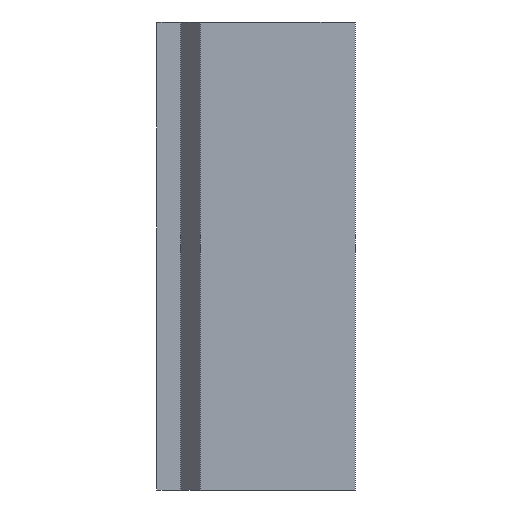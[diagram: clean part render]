
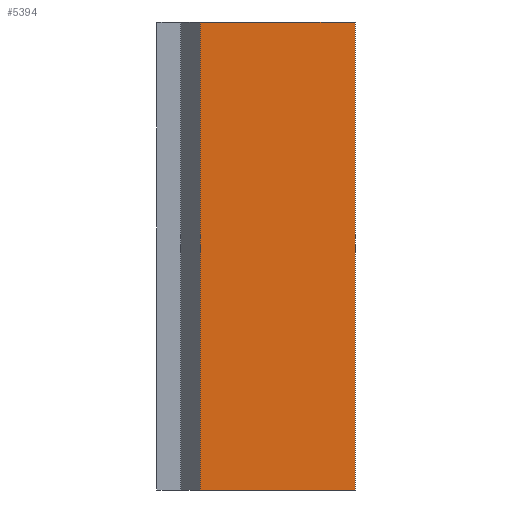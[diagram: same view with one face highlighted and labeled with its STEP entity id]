
A CAD part, left-side view. The second image highlights one B-rep face of the part: STEP entity #5394.
In plain terms, the highlighted planar face has unit normal (-1, 0, 0).
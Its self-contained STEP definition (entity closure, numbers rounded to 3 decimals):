
#1511 = CARTESIAN_POINT ( 'NONE',  ( -21., 7., 59. ) ) ;
#2035 = DIRECTION ( 'NONE',  ( 0., 0., -1. ) ) ;
#2809 = DIRECTION ( 'NONE',  ( 0., 0., -1. ) ) ;
#2810 = CARTESIAN_POINT ( 'NONE',  ( -21., -12.5, 59. ) ) ;
#3126 = DIRECTION ( 'NONE',  ( 0., -1., 0. ) ) ;
#3127 = CARTESIAN_POINT ( 'NONE',  ( -21., 7., 59. ) ) ;
#4569 = LINE ( 'NONE', #7562, #4570 ) ;
#4570 = VECTOR ( 'NONE', #7561, 1000. ) ;
#4601 = FACE_OUTER_BOUND ( 'NONE', #5676, .T. ) ;
#4654 = LINE ( 'NONE', #1511, #4655 ) ;
#4655 = VECTOR ( 'NONE', #2035, 1000. ) ;
#4715 = LINE ( 'NONE', #2810, #4717 ) ;
#4717 = VECTOR ( 'NONE', #2809, 1000. ) ;
#4753 = VECTOR ( 'NONE', #3126, 1000. ) ;
#4754 = LINE ( 'NONE', #3127, #4753 ) ;
#5117 = EDGE_CURVE ( 'NONE', #8416, #8338, #4754, .T. ) ;
#5136 = EDGE_CURVE ( 'NONE', #8338, #8241, #4715, .T. ) ;
#5222 = EDGE_CURVE ( 'NONE', #8416, #8195, #4654, .T. ) ;
#5357 = EDGE_CURVE ( 'NONE', #8195, #8241, #4569, .T. ) ;
#5394 = ADVANCED_FACE ( 'NONE', ( #4601 ), #7662, .F. ) ;
#5506 = AXIS2_PLACEMENT_3D ( 'NONE', #7663, #7661, #7694 ) ;
#5676 = EDGE_LOOP ( 'NONE', ( #6116, #6168, #6259, #6225 ) ) ;
#6116 = ORIENTED_EDGE ( 'NONE', *, *, #5357, .T. ) ;
#6168 = ORIENTED_EDGE ( 'NONE', *, *, #5136, .F. ) ;
#6225 = ORIENTED_EDGE ( 'NONE', *, *, #5222, .T. ) ;
#6259 = ORIENTED_EDGE ( 'NONE', *, *, #5117, .F. ) ;
#7561 = DIRECTION ( 'NONE',  ( 0., -1., 0. ) ) ;
#7562 = CARTESIAN_POINT ( 'NONE',  ( -21., 7., 0. ) ) ;
#7661 = DIRECTION ( 'NONE',  ( 1., 0., 0. ) ) ;
#7662 = PLANE ( 'NONE',  #5506 ) ;
#7663 = CARTESIAN_POINT ( 'NONE',  ( -21., 7., 59. ) ) ;
#7694 = DIRECTION ( 'NONE',  ( 0., 1., 0. ) ) ;
#8195 = VERTEX_POINT ( 'NONE', #9190 ) ;
#8241 = VERTEX_POINT ( 'NONE', #9087 ) ;
#8338 = VERTEX_POINT ( 'NONE', #8636 ) ;
#8416 = VERTEX_POINT ( 'NONE', #8541 ) ;
#8541 = CARTESIAN_POINT ( 'NONE',  ( -21., 7., 59. ) ) ;
#8636 = CARTESIAN_POINT ( 'NONE',  ( -21., -12.5, 59. ) ) ;
#9087 = CARTESIAN_POINT ( 'NONE',  ( -21., -12.5, 0. ) ) ;
#9190 = CARTESIAN_POINT ( 'NONE',  ( -21., 7., 0. ) ) ;
